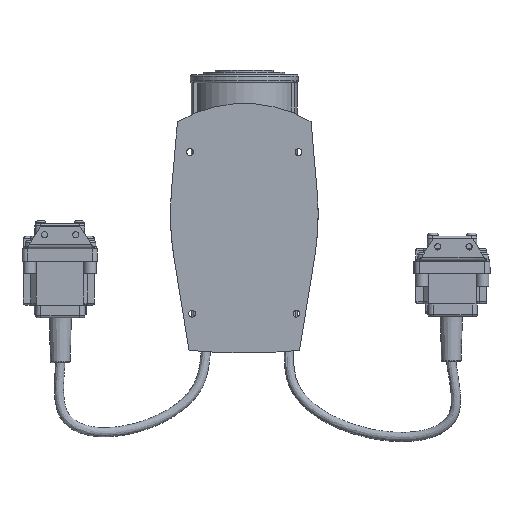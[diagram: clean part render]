
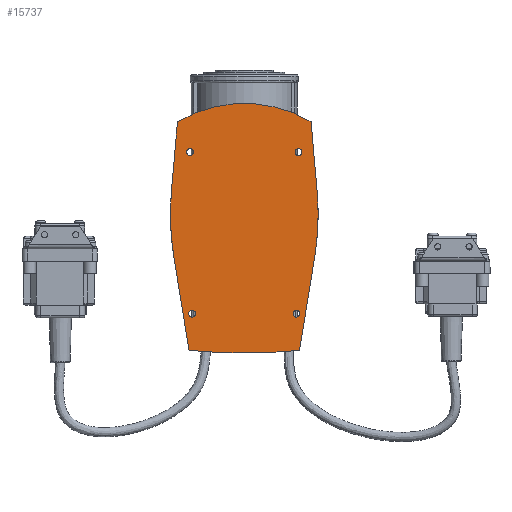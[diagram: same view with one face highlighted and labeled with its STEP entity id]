
A CAD part, front view. The second image highlights one B-rep face of the part: STEP entity #15737.
In plain terms, the highlighted planar face has unit normal (0, -1, 0).
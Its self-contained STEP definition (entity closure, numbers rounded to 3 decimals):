
#791=FACE_BOUND($,#3154,.T.);
#792=FACE_BOUND($,#3155,.T.);
#793=FACE_BOUND($,#3156,.T.);
#794=FACE_BOUND($,#3157,.T.);
#1119=CIRCLE($,#16908,124.738);
#1120=CIRCLE($,#16909,250.);
#1121=CIRCLE($,#16910,500.);
#1122=CIRCLE($,#16911,250.);
#1123=CIRCLE($,#16912,3.25);
#1124=CIRCLE($,#16913,3.25);
#1125=CIRCLE($,#16914,3.25);
#1126=CIRCLE($,#16915,3.25);
#2175=FACE_OUTER_BOUND($,#3153,.T.);
#3153=EDGE_LOOP($,(#12347,#12348,#12349,#12350,#12351,#12352,#12353,#12354));
#3154=EDGE_LOOP($,(#12355));
#3155=EDGE_LOOP($,(#12356));
#3156=EDGE_LOOP($,(#12357));
#3157=EDGE_LOOP($,(#12358));
#4266=LINE($,#27758,#5519);
#4267=LINE($,#27762,#5520);
#4268=LINE($,#27766,#5521);
#4269=LINE($,#27769,#5522);
#5519=VECTOR($,#19722,67.28);
#5520=VECTOR($,#19725,91.434);
#5521=VECTOR($,#19728,91.434);
#5522=VECTOR($,#19731,67.28);
#6991=VERTEX_POINT($,#27754);
#6992=VERTEX_POINT($,#27755);
#6993=VERTEX_POINT($,#27757);
#6994=VERTEX_POINT($,#27759);
#6995=VERTEX_POINT($,#27761);
#6996=VERTEX_POINT($,#27763);
#6997=VERTEX_POINT($,#27765);
#6998=VERTEX_POINT($,#27767);
#6999=VERTEX_POINT($,#27770);
#7000=VERTEX_POINT($,#27772);
#7001=VERTEX_POINT($,#27774);
#7002=VERTEX_POINT($,#27776);
#8881=EDGE_CURVE($,#6991,#6992,#1119,.T.);
#8882=EDGE_CURVE($,#6993,#6992,#4266,.T.);
#8883=EDGE_CURVE($,#6994,#6993,#1120,.T.);
#8884=EDGE_CURVE($,#6995,#6994,#4267,.T.);
#8885=EDGE_CURVE($,#6996,#6995,#1121,.T.);
#8886=EDGE_CURVE($,#6997,#6996,#4268,.T.);
#8887=EDGE_CURVE($,#6998,#6997,#1122,.T.);
#8888=EDGE_CURVE($,#6991,#6998,#4269,.T.);
#8889=EDGE_CURVE($,#6999,#6999,#1123,.T.);
#8890=EDGE_CURVE($,#7000,#7000,#1124,.T.);
#8891=EDGE_CURVE($,#7001,#7001,#1125,.T.);
#8892=EDGE_CURVE($,#7002,#7002,#1126,.T.);
#12347=ORIENTED_EDGE($,*,*,#8881,.T.);
#12348=ORIENTED_EDGE($,*,*,#8882,.F.);
#12349=ORIENTED_EDGE($,*,*,#8883,.F.);
#12350=ORIENTED_EDGE($,*,*,#8884,.F.);
#12351=ORIENTED_EDGE($,*,*,#8885,.F.);
#12352=ORIENTED_EDGE($,*,*,#8886,.F.);
#12353=ORIENTED_EDGE($,*,*,#8887,.F.);
#12354=ORIENTED_EDGE($,*,*,#8888,.F.);
#12355=ORIENTED_EDGE($,*,*,#8889,.T.);
#12356=ORIENTED_EDGE($,*,*,#8890,.T.);
#12357=ORIENTED_EDGE($,*,*,#8891,.T.);
#12358=ORIENTED_EDGE($,*,*,#8892,.T.);
#14878=PLANE($,#16907);
#15737=ADVANCED_FACE($,(#2175,#791,#792,#793,#794),#14878,.F.);
#16907=AXIS2_PLACEMENT_3D($,#27753,#19718,#19719);
#16908=AXIS2_PLACEMENT_3D($,#27756,#19720,#19721);
#16909=AXIS2_PLACEMENT_3D($,#27760,#19723,#19724);
#16910=AXIS2_PLACEMENT_3D($,#27764,#19726,#19727);
#16911=AXIS2_PLACEMENT_3D($,#27768,#19729,#19730);
#16912=AXIS2_PLACEMENT_3D($,#27771,#19732,#19733);
#16913=AXIS2_PLACEMENT_3D($,#27773,#19734,#19735);
#16914=AXIS2_PLACEMENT_3D($,#27775,#19736,#19737);
#16915=AXIS2_PLACEMENT_3D($,#27777,#19738,#19739);
#19718=DIRECTION('center_axis',(0.,1.,0.));
#19719=DIRECTION('ref_axis',(1.,0.,0.));
#19720=DIRECTION('center_axis',(0.,-1.,0.));
#19721=DIRECTION('ref_axis',(0.514,0.,0.858));
#19722=DIRECTION($,(0.087,0.,0.996));
#19723=DIRECTION('center_axis',(0.,1.,0.));
#19724=DIRECTION('ref_axis',(-0.987,0.,-0.161));
#19725=DIRECTION($,(-0.161,0.,0.987));
#19726=DIRECTION('center_axis',(0.,1.,0.));
#19727=DIRECTION('ref_axis',(0.106,0.,-0.994));
#19728=DIRECTION($,(-0.161,0.,-0.987));
#19729=DIRECTION('center_axis',(0.,1.,0.));
#19730=DIRECTION('ref_axis',(0.996,0.,0.087));
#19731=DIRECTION($,(0.087,0.,-0.996));
#19732=DIRECTION('center_axis',(0.,1.,0.));
#19733=DIRECTION('ref_axis',(0.,0.,1.));
#19734=DIRECTION('center_axis',(0.,1.,0.));
#19735=DIRECTION('ref_axis',(0.,0.,1.));
#19736=DIRECTION('center_axis',(0.,1.,0.));
#19737=DIRECTION('ref_axis',(0.,0.,1.));
#19738=DIRECTION('center_axis',(0.,1.,0.));
#19739=DIRECTION('ref_axis',(0.,0.,1.));
#27753=CARTESIAN_POINT('Origin',(0.,0.,0.));
#27754=CARTESIAN_POINT('',(64.073,0.,-17.976));
#27755=CARTESIAN_POINT('',(-64.073,0.,-17.976));
#27756=CARTESIAN_POINT('Origin',(0.,0.,-125.));
#27757=CARTESIAN_POINT('',(-69.937,0.,-85.));
#27758=CARTESIAN_POINT($,(-69.937,0.,-85.));
#27759=CARTESIAN_POINT('',(-67.643,0.,-146.94));
#27760=CARTESIAN_POINT('Origin',(179.112,0.,-106.789));
#27761=CARTESIAN_POINT('',(-52.958,0.,-237.188));
#27762=CARTESIAN_POINT($,(-52.958,0.,-237.188));
#27763=CARTESIAN_POINT('',(52.958,0.,-237.188));
#27764=CARTESIAN_POINT('Origin',(0.,0.,
260.));
#27765=CARTESIAN_POINT('',(67.643,0.,-146.94));
#27766=CARTESIAN_POINT($,(67.643,0.,-146.94));
#27767=CARTESIAN_POINT('',(69.937,0.,-85.));
#27768=CARTESIAN_POINT('Origin',(-179.112,0.,-106.789));
#27769=CARTESIAN_POINT($,(64.073,0.,-17.976));
#27770=CARTESIAN_POINT('',(52.,0.,-43.75));
#27771=CARTESIAN_POINT('Origin',(52.,0.,-47.));
#27772=CARTESIAN_POINT('',(50.,0.,-198.75));
#27773=CARTESIAN_POINT('Origin',(50.,0.,-202.));
#27774=CARTESIAN_POINT('',(-50.,0.,-198.75));
#27775=CARTESIAN_POINT('Origin',(-50.,0.,-202.));
#27776=CARTESIAN_POINT('',(-52.,0.,-43.75));
#27777=CARTESIAN_POINT('Origin',(-52.,0.,-47.));
